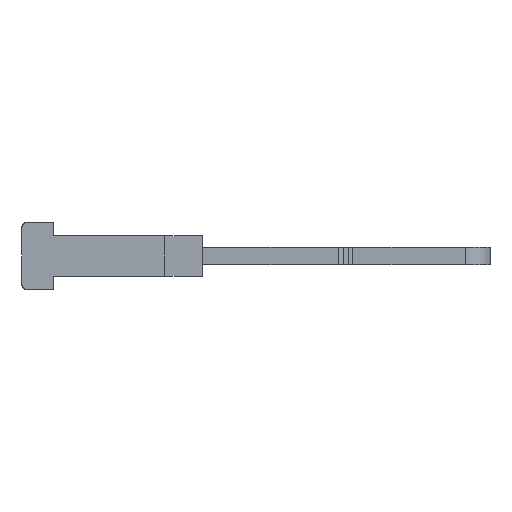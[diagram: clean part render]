
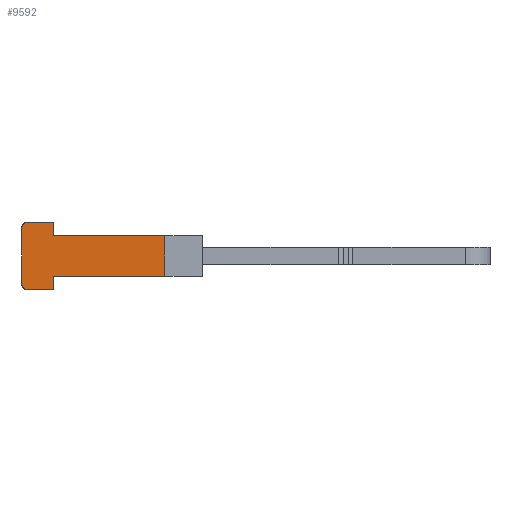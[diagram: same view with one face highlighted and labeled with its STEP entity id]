
A CAD part, left-side view. The second image highlights one B-rep face of the part: STEP entity #9592.
In plain terms, the highlighted planar face has unit normal (-1, 0, 0).
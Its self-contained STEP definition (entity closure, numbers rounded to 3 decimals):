
#7805=DIRECTION('',(0.,0.,-1.));
#7806=VECTOR('',#7805,5.);
#7807=CARTESIAN_POINT('',(-31.85,-0.9,-15.277));
#7808=LINE('',#7807,#7806);
#8064=DIRECTION('',(0.,0.,-1.));
#8065=VECTOR('',#8064,1.2);
#8066=CARTESIAN_POINT('',(-31.85,-1.5,-20.277));
#8067=LINE('',#8066,#8065);
#8185=DIRECTION('',(0.,0.,-1.));
#8186=VECTOR('',#8185,1.2);
#8187=CARTESIAN_POINT('',(-31.85,1.5,-20.277));
#8188=LINE('',#8187,#8186);
#8192=DIRECTION('',(0.,1.,0.));
#8193=VECTOR('',#8192,0.6);
#8194=CARTESIAN_POINT('',(-31.85,0.9,-20.277));
#8195=LINE('',#8194,#8193);
#8199=DIRECTION('',(0.,0.,-1.));
#8200=VECTOR('',#8199,5.);
#8201=CARTESIAN_POINT('',(-31.85,0.9,-15.277));
#8202=LINE('',#8201,#8200);
#8206=DIRECTION('',(0.,1.,0.));
#8207=VECTOR('',#8206,1.8);
#8208=CARTESIAN_POINT('',(-31.85,-0.9,-15.277));
#8209=LINE('',#8208,#8207);
#8213=CARTESIAN_POINT('',(-31.85,-1.3,-21.477));
#8214=DIRECTION('',(-1.,0.,0.));
#8215=DIRECTION('',(0.,0.,-1.));
#8216=AXIS2_PLACEMENT_3D('',#8213,#8214,#8215);
#8221=DIRECTION('',(0.,-1.,0.));
#8222=VECTOR('',#8221,2.6);
#8223=CARTESIAN_POINT('',(-31.85,1.3,-21.677));
#8224=LINE('',#8223,#8222);
#8228=CARTESIAN_POINT('',(-31.85,1.3,-21.477));
#8229=DIRECTION('',(-1.,0.,0.));
#8230=DIRECTION('',(0.,1.,0.));
#8231=AXIS2_PLACEMENT_3D('',#8228,#8229,#8230);
#8740=DIRECTION('',(0.,-1.,0.));
#8741=VECTOR('',#8740,0.6);
#8742=CARTESIAN_POINT('',(-31.85,-0.9,-20.277));
#8743=LINE('',#8742,#8741);
#8804=CARTESIAN_POINT('',(-31.85,1.5,-20.277));
#8805=VERTEX_POINT('',#8804);
#8806=CARTESIAN_POINT('',(-31.85,1.5,-21.477));
#8807=VERTEX_POINT('',#8806);
#8816=CARTESIAN_POINT('',(-31.85,-1.3,-21.677));
#8817=CARTESIAN_POINT('',(-31.85,-1.5,-21.477));
#8818=VERTEX_POINT('',#8816);
#8819=VERTEX_POINT('',#8817);
#8902=CARTESIAN_POINT('',(-31.85,-1.5,-20.277));
#8903=VERTEX_POINT('',#8902);
#8904=CARTESIAN_POINT('',(-31.85,-0.9,-20.277));
#8905=VERTEX_POINT('',#8904);
#8932=CARTESIAN_POINT('',(-31.85,0.9,-20.277));
#8934=VERTEX_POINT('',#8932);
#8942=CARTESIAN_POINT('',(-31.85,1.3,-21.677));
#8943=VERTEX_POINT('',#8942);
#8954=CARTESIAN_POINT('',(-31.85,-0.9,-15.277));
#8955=VERTEX_POINT('',#8954);
#8998=CARTESIAN_POINT('',(-31.85,0.9,-15.277));
#8999=VERTEX_POINT('',#8998);
#9571=CARTESIAN_POINT('',(-31.85,0.,-17.777));
#9572=DIRECTION('',(-1.,0.,0.));
#9573=DIRECTION('',(0.,1.,0.));
#9574=AXIS2_PLACEMENT_3D('',#9571,#9572,#9573);
#9575=PLANE('',#9574);
#9576=ORIENTED_EDGE('',*,*,#9539,.F.);
#9578=ORIENTED_EDGE('',*,*,#9577,.F.);
#9580=ORIENTED_EDGE('',*,*,#9579,.F.);
#9582=ORIENTED_EDGE('',*,*,#9581,.F.);
#9583=ORIENTED_EDGE('',*,*,#9307,.T.);
#9585=ORIENTED_EDGE('',*,*,#9584,.T.);
#9586=ORIENTED_EDGE('',*,*,#9423,.T.);
#9587=ORIENTED_EDGE('',*,*,#9453,.F.);
#9588=ORIENTED_EDGE('',*,*,#9478,.F.);
#9589=ORIENTED_EDGE('',*,*,#9557,.F.);
#9590=EDGE_LOOP('',(#9576,#9578,#9580,#9582,#9583,#9585,#9586,#9587,#9588,
#9589));
#9591=FACE_OUTER_BOUND('',#9590,.F.);
#8217=CIRCLE('',#8216,0.2);
#8232=CIRCLE('',#8231,0.2);
#9307=EDGE_CURVE('',#8955,#8905,#7808,.T.);
#9423=EDGE_CURVE('',#8903,#8819,#8067,.T.);
#9453=EDGE_CURVE('',#8818,#8819,#8217,.T.);
#9478=EDGE_CURVE('',#8943,#8818,#8224,.T.);
#9539=EDGE_CURVE('',#8805,#8807,#8188,.T.);
#9557=EDGE_CURVE('',#8807,#8943,#8232,.T.);
#9577=EDGE_CURVE('',#8934,#8805,#8195,.T.);
#9579=EDGE_CURVE('',#8999,#8934,#8202,.T.);
#9581=EDGE_CURVE('',#8955,#8999,#8209,.T.);
#9584=EDGE_CURVE('',#8905,#8903,#8743,.T.);
#9592=ADVANCED_FACE('',(#9591),#9575,.T.);
